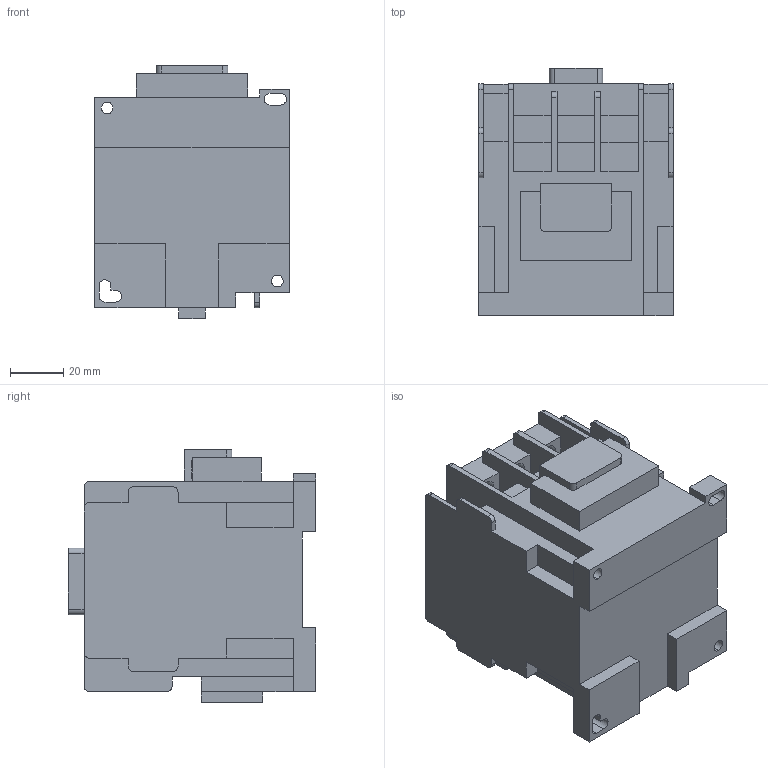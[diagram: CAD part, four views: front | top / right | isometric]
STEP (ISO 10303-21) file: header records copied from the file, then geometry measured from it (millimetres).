
FILE_DESCRIPTION (( 'STEP AP214' ), '1' );
FILE_NAME ('Ktec40-W.STEP', '2020-05-27T10:58:55', ( '' ), ( '' ), 'SwSTEP 2.0', 'SolidWorks 2020', '' );
FILE_SCHEMA (( 'AUTOMOTIVE_DESIGN' ));
Length unit declared in the file: millimetre
Products named in the file (1): Ktec40-W
Bounding box: 73 x 93 x 95.1 mm (x, y, z)
Volume: 404280.3 mm3; surface area: 52991.2 mm2
Topology: 1 solids, 1 shells, 460 faces, 1274 edges, 847 vertices
Faces by surface type: plane 295, cylinder 138, bspline 27
Entity records: 18603 total; most frequent: CARTESIAN_POINT 4297, ORIENTED_EDGE 2548, DIRECTION 2364, EDGE_CURVE 1274, VECTOR 944, LINE 944, VERTEX_POINT 847, AXIS2_PLACEMENT_3D 710
